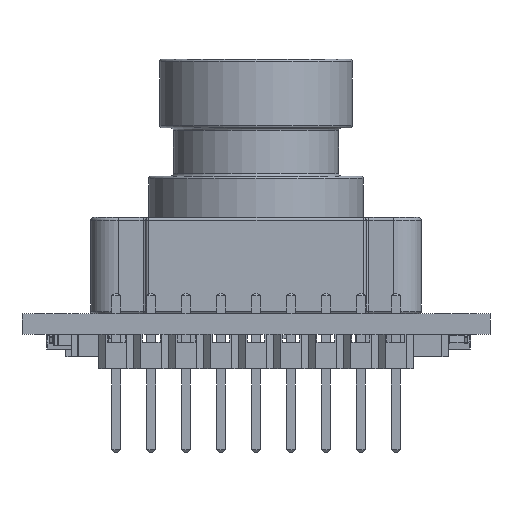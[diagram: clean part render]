
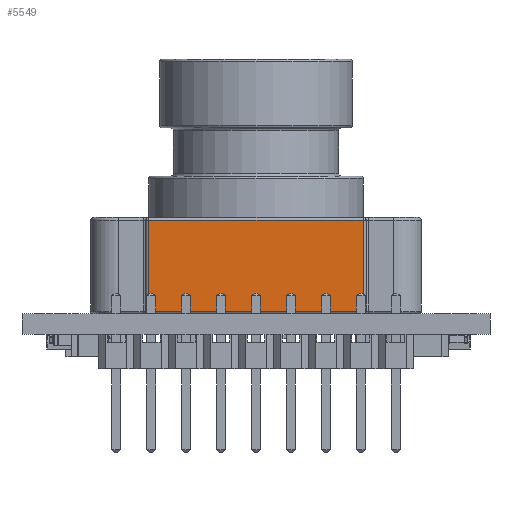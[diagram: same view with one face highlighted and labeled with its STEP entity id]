
A CAD part, front view. The second image highlights one B-rep face of the part: STEP entity #5549.
In plain terms, the highlighted planar face has unit normal (0, -1, 0).
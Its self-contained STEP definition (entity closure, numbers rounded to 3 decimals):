
#2704 = VERTEX_POINT ( 'NONE', #36814 ) ;
#2757 = DIRECTION ( 'NONE',  ( 1., 0., 0. ) ) ;
#3735 = DIRECTION ( 'NONE',  ( 0., 1., 0. ) ) ;
#4678 = CARTESIAN_POINT ( 'NONE',  ( -7.8, -8., 6.8 ) ) ;
#4702 = DIRECTION ( 'NONE',  ( -1., 0., 0. ) ) ;
#4956 = VECTOR ( 'NONE', #24050, 1000. ) ;
#5549 = ADVANCED_FACE ( 'NONE', ( #17088 ), #31164, .F. ) ;
#5802 = CARTESIAN_POINT ( 'NONE',  ( 8., -8., 0.2 ) ) ;
#5803 = VERTEX_POINT ( 'NONE', #14040 ) ;
#6690 = EDGE_LOOP ( 'NONE', ( #24639, #14096, #14535, #14475 ) ) ;
#7780 = LINE ( 'NONE', #15186, #4956 ) ;
#9567 = LINE ( 'NONE', #17993, #20017 ) ;
#12842 = LINE ( 'NONE', #5802, #26028 ) ;
#13268 = DIRECTION ( 'NONE',  ( -1., 0., 0. ) ) ;
#14040 = CARTESIAN_POINT ( 'NONE',  ( -7.8, -8., 0.2 ) ) ;
#14096 = ORIENTED_EDGE ( 'NONE', *, *, #35310, .T. ) ;
#14475 = ORIENTED_EDGE ( 'NONE', *, *, #38322, .T. ) ;
#14535 = ORIENTED_EDGE ( 'NONE', *, *, #26041, .T. ) ;
#15186 = CARTESIAN_POINT ( 'NONE',  ( -7.8, -8., 7. ) ) ;
#15256 = CARTESIAN_POINT ( 'NONE',  ( 7.8, -8., 0.2 ) ) ;
#16021 = CARTESIAN_POINT ( 'NONE',  ( 8., -8., 7. ) ) ;
#17088 = FACE_OUTER_BOUND ( 'NONE', #6690, .T. ) ;
#17220 = AXIS2_PLACEMENT_3D ( 'NONE', #16021, #3735, #13268 ) ;
#17404 = LINE ( 'NONE', #22811, #29640 ) ;
#17993 = CARTESIAN_POINT ( 'NONE',  ( 7.8, -8., 7. ) ) ;
#20017 = VECTOR ( 'NONE', #24294, 1000. ) ;
#22811 = CARTESIAN_POINT ( 'NONE',  ( -8., -8., 6.8 ) ) ;
#24050 = DIRECTION ( 'NONE',  ( 0., 0., -1. ) ) ;
#24294 = DIRECTION ( 'NONE',  ( 0., 0., 1. ) ) ;
#24639 = ORIENTED_EDGE ( 'NONE', *, *, #29316, .T. ) ;
#26028 = VECTOR ( 'NONE', #2757, 1000. ) ;
#26041 = EDGE_CURVE ( 'NONE', #5803, #27290, #12842, .T. ) ;
#27290 = VERTEX_POINT ( 'NONE', #15256 ) ;
#29316 = EDGE_CURVE ( 'NONE', #2704, #38497, #17404, .T. ) ;
#29640 = VECTOR ( 'NONE', #4702, 1000. ) ;
#31164 = PLANE ( 'NONE',  #17220 ) ;
#35310 = EDGE_CURVE ( 'NONE', #38497, #5803, #7780, .T. ) ;
#36814 = CARTESIAN_POINT ( 'NONE',  ( 7.8, -8., 6.8 ) ) ;
#38322 = EDGE_CURVE ( 'NONE', #27290, #2704, #9567, .T. ) ;
#38497 = VERTEX_POINT ( 'NONE', #4678 ) ;
